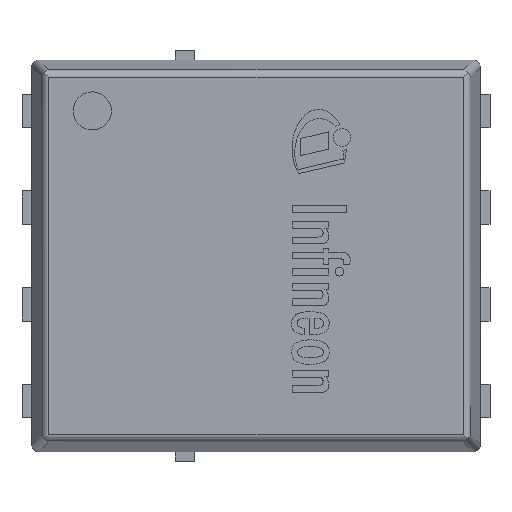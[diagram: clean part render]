
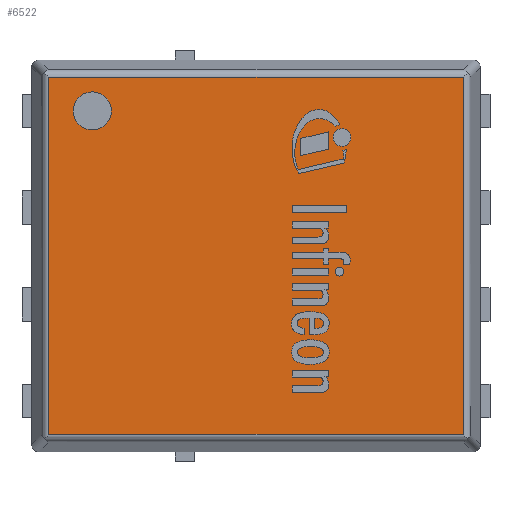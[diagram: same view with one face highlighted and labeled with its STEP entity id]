
A CAD part, top view. The second image highlights one B-rep face of the part: STEP entity #6522.
In plain terms, the highlighted planar face has unit normal (0, 0, 1).
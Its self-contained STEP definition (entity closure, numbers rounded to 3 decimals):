
#61=FACE_BOUND('',#962,.T.);
#215=PLANE('',#7198);
#578=FACE_OUTER_BOUND('',#961,.T.);
#961=EDGE_LOOP('',(#5454,#5455,#5456,#5457));
#962=EDGE_LOOP('',(#5458));
#1440=LINE('',#10582,#2091);
#1443=LINE('',#10598,#2094);
#1445=LINE('',#10607,#2096);
#1448=LINE('',#10611,#2099);
#2091=VECTOR('',#8667,1.);
#2094=VECTOR('',#8686,1.);
#2096=VECTOR('',#8698,1.);
#2099=VECTOR('',#8703,1.);
#2646=CIRCLE('',#7137,0.25);
#3032=VERTEX_POINT('',#10468);
#3073=VERTEX_POINT('',#10579);
#3074=VERTEX_POINT('',#10581);
#3078=VERTEX_POINT('',#10595);
#3079=VERTEX_POINT('',#10597);
#3843=EDGE_CURVE('',#3032,#3032,#2646,.T.);
#3898=EDGE_CURVE('',#3073,#3074,#1440,.T.);
#3906=EDGE_CURVE('',#3078,#3079,#1443,.T.);
#3911=EDGE_CURVE('',#3074,#3078,#1445,.T.);
#3914=EDGE_CURVE('',#3079,#3073,#1448,.T.);
#5454=ORIENTED_EDGE('',*,*,#3898,.F.);
#5455=ORIENTED_EDGE('',*,*,#3914,.F.);
#5456=ORIENTED_EDGE('',*,*,#3906,.F.);
#5457=ORIENTED_EDGE('',*,*,#3911,.F.);
#5458=ORIENTED_EDGE('',*,*,#3843,.T.);
#6522=ADVANCED_FACE('',(#578,#61),#215,.T.);
#7137=AXIS2_PLACEMENT_3D('',#10469,#8550,#8551);
#7198=AXIS2_PLACEMENT_3D('',#10614,#8707,#8708);
#8550=DIRECTION('center_axis',(0.,0.,-1.));
#8551=DIRECTION('ref_axis',(0.,1.,0.));
#8667=DIRECTION('',(0.,-1.,0.));
#8686=DIRECTION('',(0.,1.,0.));
#8698=DIRECTION('',(-1.,0.,0.));
#8703=DIRECTION('',(1.,0.,0.));
#8707=DIRECTION('center_axis',(0.,0.,1.));
#8708=DIRECTION('ref_axis',(0.,-1.,0.));
#10468=CARTESIAN_POINT('',(-2.15,1.655,1.));
#10469=CARTESIAN_POINT('Origin',(-2.15,1.905,1.));
#10579=CARTESIAN_POINT('',(2.722,2.347,1.));
#10581=CARTESIAN_POINT('',(2.722,-2.347,1.));
#10582=CARTESIAN_POINT('',(2.722,1.388,1.));
#10595=CARTESIAN_POINT('',(-2.722,-2.347,1.));
#10597=CARTESIAN_POINT('',(-2.722,2.347,1.));
#10598=CARTESIAN_POINT('',(-2.722,1.388,1.));
#10607=CARTESIAN_POINT('',(-1.575,-2.347,1.));
#10611=CARTESIAN_POINT('',(-1.575,2.347,1.));
#10614=CARTESIAN_POINT('Origin',(0.,0.,
1.));
